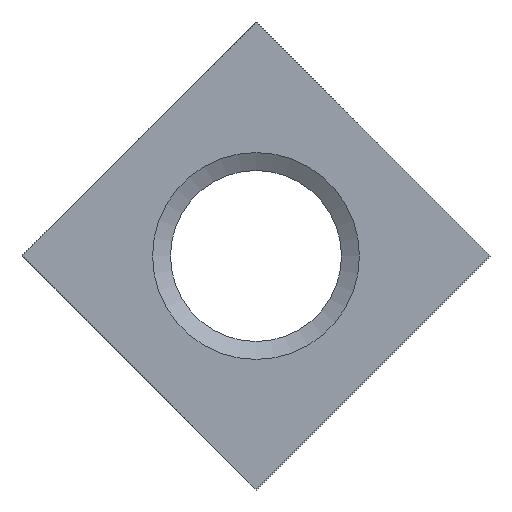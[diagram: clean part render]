
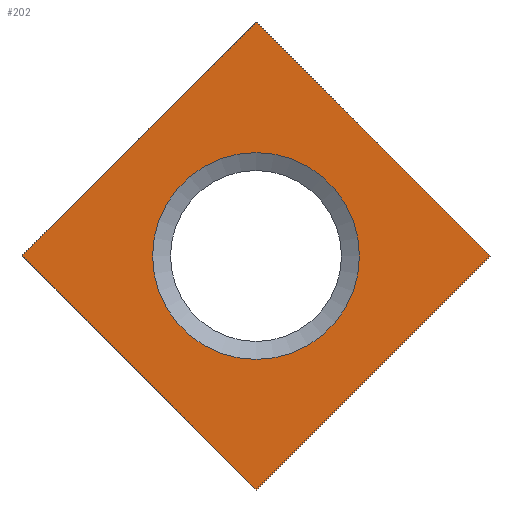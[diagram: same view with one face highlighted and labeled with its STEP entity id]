
A CAD part, left-side view. The second image highlights one B-rep face of the part: STEP entity #202.
In plain terms, the highlighted planar face has unit normal (-1, 0, 0).
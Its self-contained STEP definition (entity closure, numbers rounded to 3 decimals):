
#24=FACE_BOUND('',#51,.T.);
#26=PLANE('',#244);
#36=FACE_OUTER_BOUND('',#50,.T.);
#50=EDGE_LOOP('',(#155,#156,#157,#158));
#51=EDGE_LOOP('',(#159));
#63=LINE('',#339,#74);
#64=LINE('',#341,#75);
#65=LINE('',#343,#76);
#66=LINE('',#344,#77);
#74=VECTOR('',#286,10.);
#75=VECTOR('',#287,10.);
#76=VECTOR('',#288,10.);
#77=VECTOR('',#289,10.);
#90=CIRCLE('',#243,2.5);
#99=VERTEX_POINT('',#333);
#100=VERTEX_POINT('',#337);
#101=VERTEX_POINT('',#338);
#102=VERTEX_POINT('',#340);
#103=VERTEX_POINT('',#342);
#118=EDGE_CURVE('',#99,#99,#90,.T.);
#120=EDGE_CURVE('',#100,#101,#63,.T.);
#121=EDGE_CURVE('',#101,#102,#64,.T.);
#122=EDGE_CURVE('',#102,#103,#65,.T.);
#123=EDGE_CURVE('',#103,#100,#66,.T.);
#155=ORIENTED_EDGE('',*,*,#120,.T.);
#156=ORIENTED_EDGE('',*,*,#121,.T.);
#157=ORIENTED_EDGE('',*,*,#122,.T.);
#158=ORIENTED_EDGE('',*,*,#123,.T.);
#159=ORIENTED_EDGE('',*,*,#118,.F.);
#202=ADVANCED_FACE('',(#36,#24),#26,.F.);
#243=AXIS2_PLACEMENT_3D('',#334,#281,#282);
#244=AXIS2_PLACEMENT_3D('',#336,#284,#285);
#281=DIRECTION('center_axis',(-1.,0.,0.));
#282=DIRECTION('ref_axis',(0.,0.,-1.));
#284=DIRECTION('center_axis',(1.,0.,0.));
#285=DIRECTION('ref_axis',(0.,0.,-1.));
#286=DIRECTION('',(0.,-0.707,0.707));
#287=DIRECTION('',(0.,0.707,0.707));
#288=DIRECTION('',(0.,0.707,-0.707));
#289=DIRECTION('',(0.,-0.707,-0.707));
#333=CARTESIAN_POINT('',(0.,0.,2.5));
#334=CARTESIAN_POINT('Origin',(0.,0.,0.));
#336=CARTESIAN_POINT('Origin',(0.,0.,0.));
#337=CARTESIAN_POINT('',(0.,0.,-5.657));
#338=CARTESIAN_POINT('',(0.,-5.657,0.));
#339=CARTESIAN_POINT('',(0.,0.,-5.657));
#340=CARTESIAN_POINT('',(0.,0.,5.657));
#341=CARTESIAN_POINT('',(0.,-5.657,0.));
#342=CARTESIAN_POINT('',(0.,5.657,0.));
#343=CARTESIAN_POINT('',(0.,0.,5.657));
#344=CARTESIAN_POINT('',(0.,5.657,0.));
